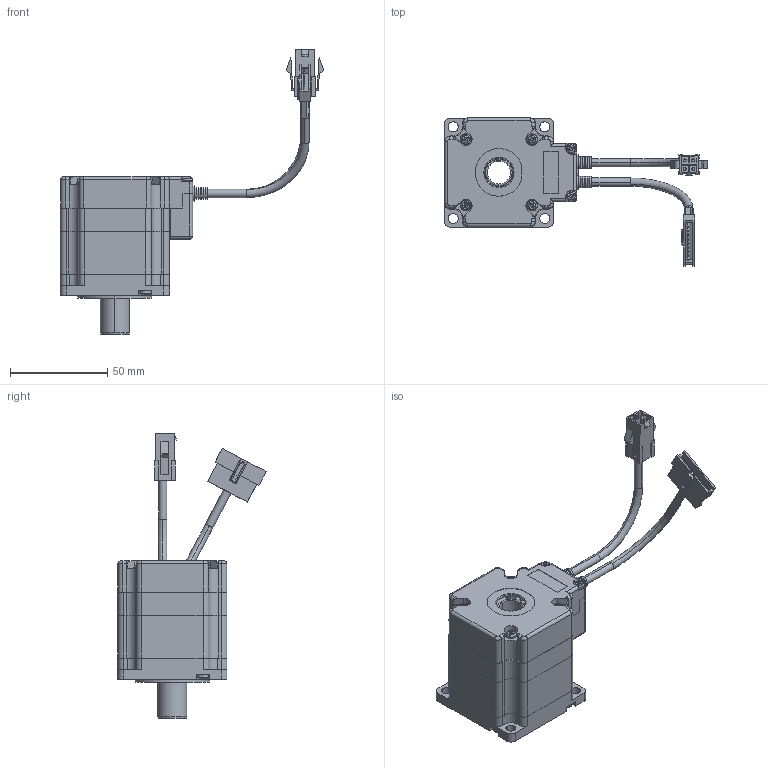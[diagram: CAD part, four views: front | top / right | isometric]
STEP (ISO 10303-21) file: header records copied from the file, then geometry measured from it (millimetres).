
FILE_DESCRIPTION (( 'STEP AP203' ), '1' );
FILE_NAME ('P74-MO-056-01-R00.STEP', '2019-02-07T05:14:55', ( '' ), ( '' ), 'SwSTEP 2.0', 'SolidWorks 2013', '' );
FILE_SCHEMA (( 'CONFIG_CONTROL_DESIGN' ));
Length unit declared in the file: millimetre
Products named in the file (22): M74-EC-056-01-R00_ル遽; 07-011(6902ZZ); 02-026-3(3A); 02-025(23H2047); P74-MO-056-01-R00; 10-004(_X2_8C03657457AB_X0_); 03-021(23H2047_X2_8F6C5B5053E07247_X0_); 12-020-1(23H2047); 11-009(M3x41); 07-005_X2_FF08_X0_57_X2_78C194A2FF09_X0_; 15-001-037(23H2047_X2_FF09_X0_; M72-EP-056-01-R00_1; 04-417-1; pan cross head_ks_KS 1023 PC- M3 x 12-N; 23H2047_X2_8F6C5B50603B6210_X0_; 42陝 賅攪瞪錳摹_ル遽; 01-011(_X2_524D76D6_X0_); 42阿 浚内歹 纳捞喉急_钎霖; 01-012(_X2_540E76D6_X0_); M1A-EC-056-02-R00_ル遽; 06-009(_X2_98847D2787BA6BCD_X0_); 12-008(4_X2_7EBF62A47EBF5957_X0_)
Assembly tree (32 placements, depth 3):
  P74-MO-056-01-R00
    02-026-3(3A)
      02-025(23H2047)
      12-020-1(23H2047)  x2
      15-001-037(23H2047_X2_FF09_X0_
      12-008(4_X2_7EBF62A47EBF5957_X0_)
    23H2047_X2_8F6C5B50603B6210_X0_
      03-021(23H2047_X2_8F6C5B5053E07247_X0_)  x2
      07-005_X2_FF08_X0_57_X2_78C194A2FF09_X0_
      04-417-1
    01-011(_X2_524D76D6_X0_)
    01-012(_X2_540E76D6_X0_)
    06-009(_X2_98847D2787BA6BCD_X0_)
    07-011(6902ZZ)  x2
    10-004(_X2_8C03657457AB_X0_)
    11-009(M3x41)  x4
    M72-EP-056-01-R00_1
    pan cross head_ks_KS 1023 PC- M3 x 12-N  x6
    42陝 賅攪瞪錳摹_ル遽
    42阿 浚内歹 纳捞喉急_钎霖
    M1A-EC-056-02-R00_ル遽
    M74-EC-056-01-R00_ル遽
Bounding box: 135.51 x 76.42 x 146.5 mm (x, y, z)
Volume: 111030.9 mm3; surface area: 115533.5 mm2
Topology: 40 solids, 48 shells, 3367 faces, 9529 edges, 6266 vertices
Faces by surface type: cylinder 1745, plane 1420, cone 104, torus 54, bspline 30, sphere 14
Entity records: 81244 total; most frequent: CARTESIAN_POINT 15342, DIRECTION 13816, ORIENTED_EDGE 13280, EDGE_CURVE 6646, AXIS2_PLACEMENT_3D 5096, VERTEX_POINT 4371, LINE 3624, VECTOR 3624
